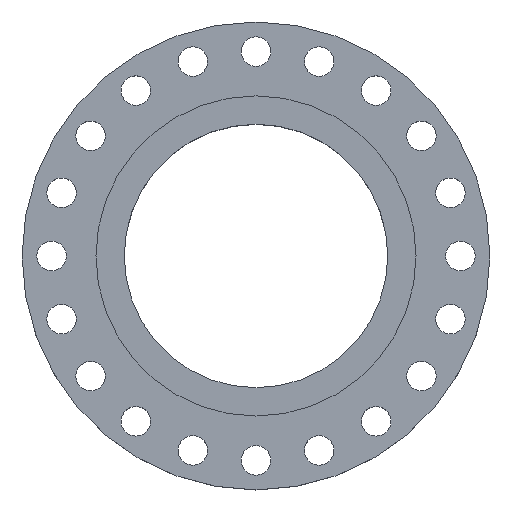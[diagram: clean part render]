
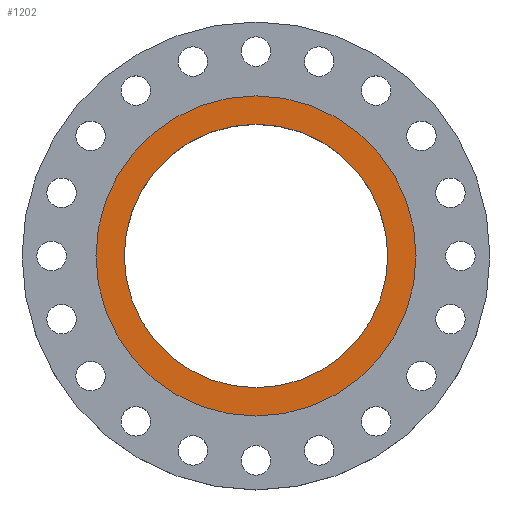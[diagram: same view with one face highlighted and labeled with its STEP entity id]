
A CAD part, top view. The second image highlights one B-rep face of the part: STEP entity #1202.
In plain terms, the highlighted planar face has unit normal (0, 0, 1).
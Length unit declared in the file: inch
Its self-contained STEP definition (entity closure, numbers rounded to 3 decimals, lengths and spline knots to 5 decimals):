
#19 = EDGE_CURVE ( 'NONE', #1887, #461, #715, .T. ) ;
#35 = EDGE_LOOP ( 'NONE', ( #1570, #551 ) ) ;
#100 = DIRECTION ( 'NONE',  ( 1., 0., 0. ) ) ;
#179 = EDGE_CURVE ( 'NONE', #461, #1887, #373, .T. ) ;
#216 = VERTEX_POINT ( 'NONE', #1147 ) ;
#233 = AXIS2_PLACEMENT_3D ( 'NONE', #327, #485, #303 ) ;
#303 = DIRECTION ( 'NONE',  ( -1., 0., 0. ) ) ;
#327 = CARTESIAN_POINT ( 'NONE',  ( 0., 6.688, 0. ) ) ;
#373 = CIRCLE ( 'NONE', #2005, 8.125 ) ;
#398 = CIRCLE ( 'NONE', #596, 6.688 ) ;
#413 = VERTEX_POINT ( 'NONE', #1157 ) ;
#461 = VERTEX_POINT ( 'NONE', #691 ) ;
#485 = DIRECTION ( 'NONE',  ( 0., 0., -1. ) ) ;
#551 = ORIENTED_EDGE ( 'NONE', *, *, #19, .T. ) ;
#596 = AXIS2_PLACEMENT_3D ( 'NONE', #613, #745, #1077 ) ;
#613 = CARTESIAN_POINT ( 'NONE',  ( 0., 0., 0. ) ) ;
#636 = EDGE_CURVE ( 'NONE', #413, #216, #398, .T. ) ;
#653 = CARTESIAN_POINT ( 'NONE',  ( 0., 0., 0. ) ) ;
#691 = CARTESIAN_POINT ( 'NONE',  ( 8.125, 0., 0. ) ) ;
#715 = CIRCLE ( 'NONE', #965, 8.125 ) ;
#745 = DIRECTION ( 'NONE',  ( 0., 0., 1. ) ) ;
#803 = ORIENTED_EDGE ( 'NONE', *, *, #1268, .F. ) ;
#809 = DIRECTION ( 'NONE',  ( 1., 0., 0. ) ) ;
#965 = AXIS2_PLACEMENT_3D ( 'NONE', #1239, #1508, #100 ) ;
#1077 = DIRECTION ( 'NONE',  ( 1., 0., 0. ) ) ;
#1147 = CARTESIAN_POINT ( 'NONE',  ( -6.688, 0., 0. ) ) ;
#1157 = CARTESIAN_POINT ( 'NONE',  ( 6.688, 0., 0. ) ) ;
#1202 = ADVANCED_FACE ( 'NONE', ( #1386, #1679 ), #1266, .F. ) ;
#1239 = CARTESIAN_POINT ( 'NONE',  ( 0., 0., 0. ) ) ;
#1266 = PLANE ( 'NONE',  #233 ) ;
#1268 = EDGE_CURVE ( 'NONE', #216, #413, #1658, .T. ) ;
#1304 = EDGE_LOOP ( 'NONE', ( #1500, #803 ) ) ;
#1311 = AXIS2_PLACEMENT_3D ( 'NONE', #653, #1763, #809 ) ;
#1386 = FACE_BOUND ( 'NONE', #1304, .T. ) ;
#1460 = DIRECTION ( 'NONE',  ( 1., 0., 0. ) ) ;
#1500 = ORIENTED_EDGE ( 'NONE', *, *, #636, .F. ) ;
#1508 = DIRECTION ( 'NONE',  ( 0., 0., 1. ) ) ;
#1570 = ORIENTED_EDGE ( 'NONE', *, *, #179, .T. ) ;
#1588 = DIRECTION ( 'NONE',  ( 0., 0., 1. ) ) ;
#1658 = CIRCLE ( 'NONE', #1311, 6.688 ) ;
#1679 = FACE_OUTER_BOUND ( 'NONE', #35, .T. ) ;
#1763 = DIRECTION ( 'NONE',  ( 0., 0., 1. ) ) ;
#1885 = CARTESIAN_POINT ( 'NONE',  ( -8.125, 0., 0. ) ) ;
#1887 = VERTEX_POINT ( 'NONE', #1885 ) ;
#1920 = CARTESIAN_POINT ( 'NONE',  ( 0., 0., 0. ) ) ;
#2005 = AXIS2_PLACEMENT_3D ( 'NONE', #1920, #1588, #1460 ) ;
